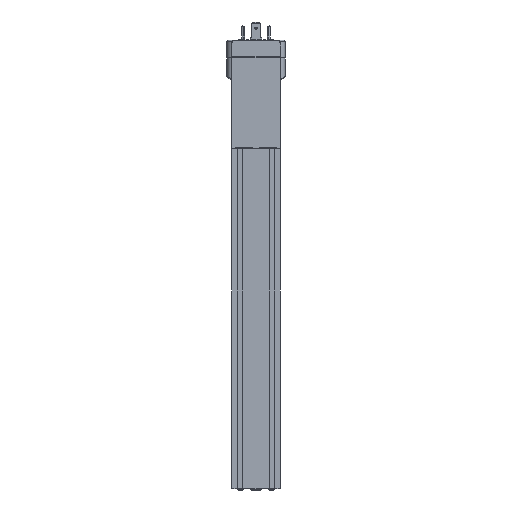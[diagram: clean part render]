
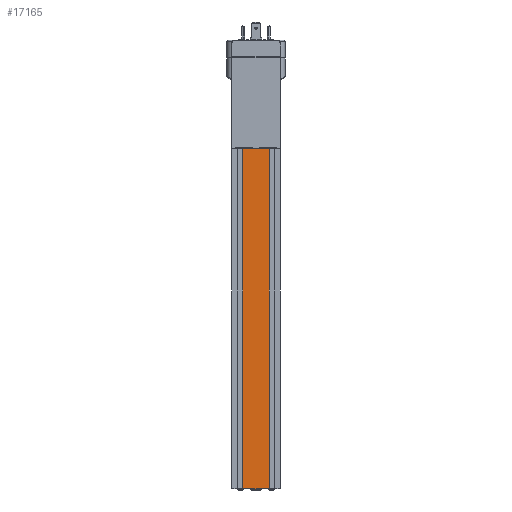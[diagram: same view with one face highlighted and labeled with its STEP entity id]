
A CAD part, front view. The second image highlights one B-rep face of the part: STEP entity #17165.
In plain terms, the highlighted planar face has unit normal (0, -1, 0).
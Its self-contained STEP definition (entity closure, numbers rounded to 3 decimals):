
#542 = LINE ( 'NONE', #3474, #5378 ) ;
#689 = EDGE_CURVE ( 'NONE', #19136, #13726, #542, .T. ) ;
#2989 = DIRECTION ( 'NONE',  ( 0., 0., 1. ) ) ;
#3474 = CARTESIAN_POINT ( 'NONE',  ( -9., 0., -229.5 ) ) ;
#3812 = DIRECTION ( 'NONE',  ( 1., 0., 0. ) ) ;
#3859 = EDGE_LOOP ( 'NONE', ( #8202, #13210, #6109, #10090 ) ) ;
#4024 = LINE ( 'NONE', #7028, #7754 ) ;
#4217 = EDGE_CURVE ( 'NONE', #19136, #14826, #4024, .T. ) ;
#4514 = PLANE ( 'NONE',  #17444 ) ;
#5083 = DIRECTION ( 'NONE',  ( 0., 0., 1. ) ) ;
#5372 = CARTESIAN_POINT ( 'NONE',  ( -9., 0., -229.5 ) ) ;
#5378 = VECTOR ( 'NONE', #5083, 1000. ) ;
#5984 = DIRECTION ( 'NONE',  ( 1., 0., 0. ) ) ;
#6109 = ORIENTED_EDGE ( 'NONE', *, *, #4217, .T. ) ;
#6228 = CARTESIAN_POINT ( 'NONE',  ( 9., 0., -229.5 ) ) ;
#7028 = CARTESIAN_POINT ( 'NONE',  ( 9., 0., -229.5 ) ) ;
#7087 = CARTESIAN_POINT ( 'NONE',  ( -9., 0., 0. ) ) ;
#7330 = FACE_OUTER_BOUND ( 'NONE', #3859, .T. ) ;
#7754 = VECTOR ( 'NONE', #3812, 1000. ) ;
#8202 = ORIENTED_EDGE ( 'NONE', *, *, #11802, .F. ) ;
#8814 = LINE ( 'NONE', #16759, #16691 ) ;
#10090 = ORIENTED_EDGE ( 'NONE', *, *, #10369, .T. ) ;
#10369 = EDGE_CURVE ( 'NONE', #14826, #11544, #12062, .T. ) ;
#10641 = CARTESIAN_POINT ( 'NONE',  ( 9., 0., -229.5 ) ) ;
#11544 = VERTEX_POINT ( 'NONE', #18316 ) ;
#11802 = EDGE_CURVE ( 'NONE', #13726, #11544, #8814, .T. ) ;
#12062 = LINE ( 'NONE', #10641, #13764 ) ;
#13210 = ORIENTED_EDGE ( 'NONE', *, *, #689, .F. ) ;
#13726 = VERTEX_POINT ( 'NONE', #7087 ) ;
#13764 = VECTOR ( 'NONE', #2989, 1000. ) ;
#14826 = VERTEX_POINT ( 'NONE', #16356 ) ;
#15092 = DIRECTION ( 'NONE',  ( 0., 0., -1. ) ) ;
#16356 = CARTESIAN_POINT ( 'NONE',  ( 9., 0., -229.5 ) ) ;
#16691 = VECTOR ( 'NONE', #5984, 1000. ) ;
#16759 = CARTESIAN_POINT ( 'NONE',  ( 9., 0., 0. ) ) ;
#16805 = DIRECTION ( 'NONE',  ( 0., -1., 0. ) ) ;
#17165 = ADVANCED_FACE ( 'NONE', ( #7330 ), #4514, .T. ) ;
#17444 = AXIS2_PLACEMENT_3D ( 'NONE', #6228, #16805, #15092 ) ;
#18316 = CARTESIAN_POINT ( 'NONE',  ( 9., 0., 0. ) ) ;
#19136 = VERTEX_POINT ( 'NONE', #5372 ) ;
